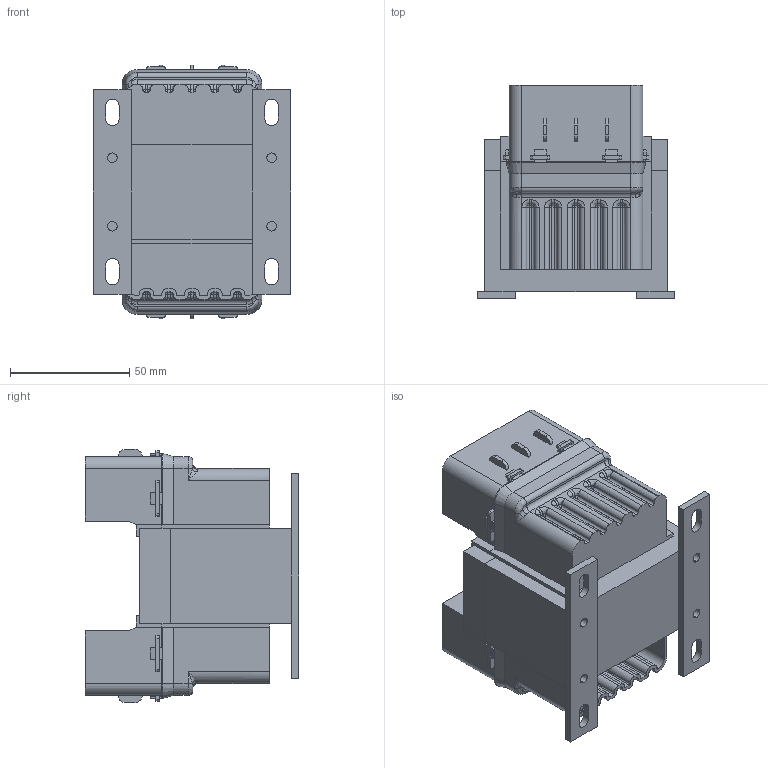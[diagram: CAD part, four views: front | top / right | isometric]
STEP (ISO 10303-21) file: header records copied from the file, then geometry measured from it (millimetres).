
FILE_DESCRIPTION (( 'STEP AP214' ), '1' );
FILE_NAME ('PH100MQMJ.step', '2017-08-10T15:49:44', ( '' ), ( '' ), 'SwSTEP 2.0', 'SolidWorks 2017', '' );
FILE_SCHEMA (( 'AUTOMOTIVE_DESIGN' ));
Length unit declared in the file: inch
Products named in the file (1): PH100MQMJ
Bounding box: 82.55 x 89.25 x 106 mm (x, y, z)
Volume: 379980.6 mm3; surface area: 81857.2 mm2
Topology: 8 solids, 8 shells, 592 faces, 1531 edges, 926 vertices
Faces by surface type: plane 300, cylinder 198, bspline 88, cone 6
Entity records: 20969 total; most frequent: CARTESIAN_POINT 6942, ORIENTED_EDGE 2992, DIRECTION 2740, EDGE_CURVE 1496, VECTOR 1008, LINE 1008, VERTEX_POINT 926, AXIS2_PLACEMENT_3D 866
